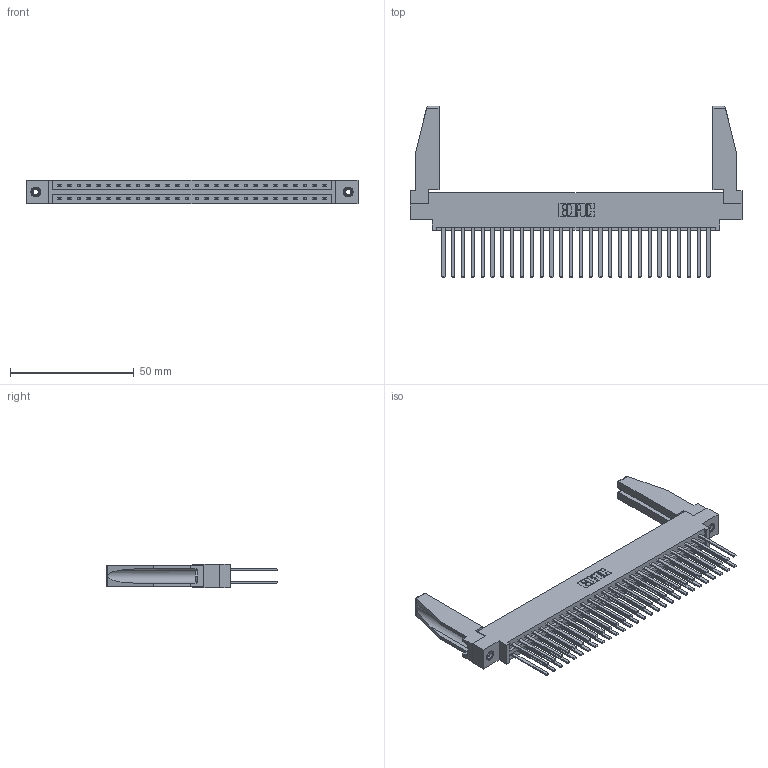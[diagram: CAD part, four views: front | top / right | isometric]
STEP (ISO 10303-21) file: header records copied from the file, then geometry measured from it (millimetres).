
FILE_DESCRIPTION (( 'STEP AP203' ), '1' );
FILE_NAME ('337-056-544-878.STEP', '2019-10-11T20:01:20', ( '' ), ( '' ), 'SwSTEP 2.0', 'SolidWorks 2016', '' );
FILE_SCHEMA (( 'CONFIG_CONTROL_DESIGN' ));
Length unit declared in the file: inch
Products named in the file (5): 337-056-544-878; 345-250-001_345-250-001-102; 337 Part_0.170 Offset - 0.156 Dia-TI; 345-292-001_345-293-144; 307-220-078
Assembly tree (61 placements, depth 2):
  337-056-544-878
    337 Part_0.170 Offset - 0.156 Dia-TI
    345-292-001_345-293-144  x56
    345-250-001_345-250-001-102  x2
    307-220-078  x2
Bounding box: 133.96 x 69.09 x 9.4 mm (x, y, z)
Volume: 18592.2 mm3; surface area: 22870.8 mm2
Topology: 61 solids, 61 shells, 2936 faces, 8661 edges, 5690 vertices
Faces by surface type: plane 2062, cylinder 858, cone 12, torus 4
Entity records: 25908 total; most frequent: CARTESIAN_POINT 4376, ORIENTED_EDGE 4268, DIRECTION 3750, EDGE_CURVE 2134, LINE 1972, VECTOR 1972, VERTEX_POINT 1416, AXIS2_PLACEMENT_3D 889
